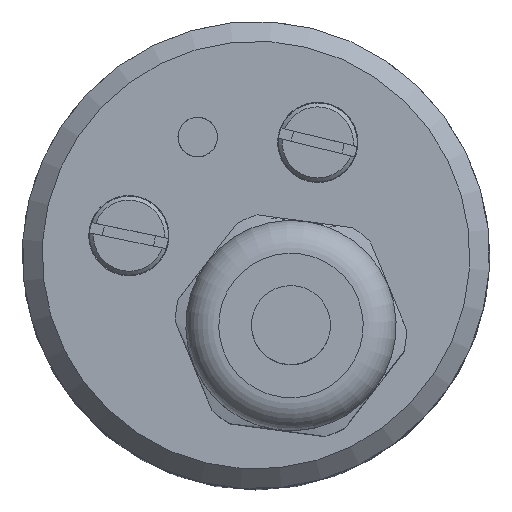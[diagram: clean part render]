
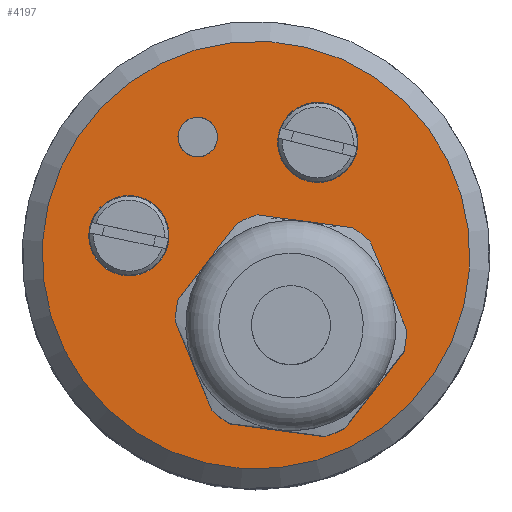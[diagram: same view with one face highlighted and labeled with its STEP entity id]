
A CAD part, top view. The second image highlights one B-rep face of the part: STEP entity #4197.
In plain terms, the highlighted planar face has unit normal (0, 0, 1).
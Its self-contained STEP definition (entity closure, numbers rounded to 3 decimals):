
#76=LINE('',#5709,#303);
#77=LINE('',#5714,#304);
#78=LINE('',#5718,#305);
#79=LINE('',#5722,#306);
#80=LINE('',#5726,#307);
#81=LINE('',#5730,#308);
#303=VECTOR('',#4854,1000.);
#304=VECTOR('',#4857,1000.);
#305=VECTOR('',#4860,1000.);
#306=VECTOR('',#4863,1000.);
#307=VECTOR('',#4866,1000.);
#308=VECTOR('',#4869,1000.);
#527=PLANE('',#4434);
#807=ORIENTED_EDGE('',*,*,#1547,.F.);
#808=ORIENTED_EDGE('',*,*,#1546,.T.);
#809=ORIENTED_EDGE('',*,*,#1548,.F.);
#810=ORIENTED_EDGE('',*,*,#1549,.F.);
#811=ORIENTED_EDGE('',*,*,#1550,.F.);
#812=ORIENTED_EDGE('',*,*,#1551,.T.);
#813=ORIENTED_EDGE('',*,*,#1552,.F.);
#814=ORIENTED_EDGE('',*,*,#1553,.T.);
#815=ORIENTED_EDGE('',*,*,#1554,.F.);
#816=ORIENTED_EDGE('',*,*,#1555,.T.);
#817=ORIENTED_EDGE('',*,*,#1556,.F.);
#818=ORIENTED_EDGE('',*,*,#1557,.T.);
#819=ORIENTED_EDGE('',*,*,#1558,.F.);
#820=ORIENTED_EDGE('',*,*,#1559,.T.);
#821=ORIENTED_EDGE('',*,*,#1560,.F.);
#822=ORIENTED_EDGE('',*,*,#1561,.T.);
#1546=EDGE_CURVE('',#1928,#1928,#2204,.T.);
#1547=EDGE_CURVE('',#1929,#1929,#2205,.T.);
#1548=EDGE_CURVE('',#1930,#1930,#2206,.T.);
#1549=EDGE_CURVE('',#1931,#1931,#2207,.T.);
#1550=EDGE_CURVE('',#1932,#1933,#76,.T.);
#1551=EDGE_CURVE('',#1932,#1934,#2208,.T.);
#1552=EDGE_CURVE('',#1935,#1934,#77,.T.);
#1553=EDGE_CURVE('',#1935,#1936,#2209,.T.);
#1554=EDGE_CURVE('',#1937,#1936,#78,.T.);
#1555=EDGE_CURVE('',#1937,#1938,#2210,.T.);
#1556=EDGE_CURVE('',#1939,#1938,#79,.T.);
#1557=EDGE_CURVE('',#1939,#1940,#2211,.T.);
#1558=EDGE_CURVE('',#1941,#1940,#80,.T.);
#1559=EDGE_CURVE('',#1941,#1942,#2212,.T.);
#1560=EDGE_CURVE('',#1943,#1942,#81,.T.);
#1561=EDGE_CURVE('',#1943,#1933,#2213,.T.);
#1928=VERTEX_POINT('',#5701);
#1929=VERTEX_POINT('',#5704);
#1930=VERTEX_POINT('',#5706);
#1931=VERTEX_POINT('',#5708);
#1932=VERTEX_POINT('',#5710);
#1933=VERTEX_POINT('',#5711);
#1934=VERTEX_POINT('',#5713);
#1935=VERTEX_POINT('',#5715);
#1936=VERTEX_POINT('',#5717);
#1937=VERTEX_POINT('',#5719);
#1938=VERTEX_POINT('',#5721);
#1939=VERTEX_POINT('',#5723);
#1940=VERTEX_POINT('',#5725);
#1941=VERTEX_POINT('',#5727);
#1942=VERTEX_POINT('',#5729);
#1943=VERTEX_POINT('',#5731);
#2204=CIRCLE('',#4433,1.5);
#2205=CIRCLE('',#4435,3.05);
#2206=CIRCLE('',#4436,16.25);
#2207=CIRCLE('',#4437,3.05);
#2208=CIRCLE('',#4438,8.8);
#2209=CIRCLE('',#4439,8.8);
#2210=CIRCLE('',#4440,8.8);
#2211=CIRCLE('',#4441,8.8);
#2212=CIRCLE('',#4442,8.8);
#2213=CIRCLE('',#4443,8.8);
#2349=EDGE_LOOP('',(#807));
#2350=EDGE_LOOP('',(#808));
#2351=EDGE_LOOP('',(#809));
#2352=EDGE_LOOP('',(#810));
#2353=EDGE_LOOP('',(#811,#812,#813,#814,#815,#816,#817,#818,#819,#820,#821,
#822));
#2605=FACE_BOUND('',#2349,.T.);
#2606=FACE_BOUND('',#2350,.T.);
#2607=FACE_BOUND('',#2351,.T.);
#2608=FACE_BOUND('',#2352,.T.);
#2609=FACE_BOUND('',#2353,.T.);
#4197=ADVANCED_FACE('',(#2605,#2606,#2607,#2608,#2609),#527,.F.);
#4433=AXIS2_PLACEMENT_3D('',#5700,#4844,#4845);
#4434=AXIS2_PLACEMENT_3D('',#5702,#4846,#4847);
#4435=AXIS2_PLACEMENT_3D('',#5703,#4848,#4849);
#4436=AXIS2_PLACEMENT_3D('',#5705,#4850,#4851);
#4437=AXIS2_PLACEMENT_3D('',#5707,#4852,#4853);
#4438=AXIS2_PLACEMENT_3D('',#5712,#4855,#4856);
#4439=AXIS2_PLACEMENT_3D('',#5716,#4858,#4859);
#4440=AXIS2_PLACEMENT_3D('',#5720,#4861,#4862);
#4441=AXIS2_PLACEMENT_3D('',#5724,#4864,#4865);
#4442=AXIS2_PLACEMENT_3D('',#5728,#4867,#4868);
#4443=AXIS2_PLACEMENT_3D('',#5732,#4870,#4871);
#4844=DIRECTION('',(0.,0.,-1.));
#4845=DIRECTION('',(0.897,0.443,0.));
#4846=DIRECTION('',(0.,0.,-1.));
#4847=DIRECTION('',(-0.897,-0.443,0.));
#4848=DIRECTION('',(0.,0.,1.));
#4849=DIRECTION('',(0.897,0.443,0.));
#4850=DIRECTION('',(0.,0.,-1.));
#4851=DIRECTION('',(-0.897,-0.443,0.));
#4852=DIRECTION('',(0.,0.,1.));
#4853=DIRECTION('',(0.897,0.443,0.));
#4854=DIRECTION('',(0.991,-0.133,0.));
#4855=DIRECTION('',(0.,0.,-1.));
#4856=DIRECTION('',(0.133,0.991,0.));
#4857=DIRECTION('',(0.381,-0.925,0.));
#4858=DIRECTION('',(0.,0.,-1.));
#4859=DIRECTION('',(0.133,0.991,0.));
#4860=DIRECTION('',(-0.611,-0.792,0.));
#4861=DIRECTION('',(0.,0.,-1.));
#4862=DIRECTION('',(0.133,0.991,0.));
#4863=DIRECTION('',(-0.991,0.133,0.));
#4864=DIRECTION('',(0.,0.,-1.));
#4865=DIRECTION('',(0.133,0.991,0.));
#4866=DIRECTION('',(-0.381,0.925,0.));
#4867=DIRECTION('',(0.,0.,-1.));
#4868=DIRECTION('',(0.133,0.991,0.));
#4869=DIRECTION('',(0.611,0.792,0.));
#4870=DIRECTION('',(0.,0.,-1.));
#4871=DIRECTION('',(0.133,0.991,0.));
#5700=CARTESIAN_POINT('',(-4.428,8.966,46.));
#5701=CARTESIAN_POINT('',(-3.083,9.631,46.));
#5702=CARTESIAN_POINT('',(-14.57,-7.195,46.));
#5703=CARTESIAN_POINT('',(4.694,8.563,46.));
#5704=CARTESIAN_POINT('',(7.428,9.914,46.));
#5705=CARTESIAN_POINT('',(0.,0.,46.));
#5706=CARTESIAN_POINT('',(-14.57,-7.195,46.));
#5707=CARTESIAN_POINT('',(-9.653,1.479,46.));
#5708=CARTESIAN_POINT('',(-6.918,2.829,46.));
#5709=CARTESIAN_POINT('',(-2.984,-12.695,46.));
#5710=CARTESIAN_POINT('',(-2.04,-12.822,46.));
#5711=CARTESIAN_POINT('',(5.227,-13.796,46.));
#5712=CARTESIAN_POINT('',(2.657,-5.38,46.));
#5713=CARTESIAN_POINT('',(-3.347,-11.814,46.));
#5714=CARTESIAN_POINT('',(-6.499,-4.153,46.));
#5715=CARTESIAN_POINT('',(-6.137,-5.034,46.));
#5716=CARTESIAN_POINT('',(2.657,-5.38,46.));
#5717=CARTESIAN_POINT('',(-5.917,-3.398,46.));
#5718=CARTESIAN_POINT('',(-0.858,3.163,46.));
#5719=CARTESIAN_POINT('',(-1.44,2.408,46.));
#5720=CARTESIAN_POINT('',(2.657,-5.38,46.));
#5721=CARTESIAN_POINT('',(0.086,3.036,46.));
#5722=CARTESIAN_POINT('',(6.113,2.228,46.));
#5723=CARTESIAN_POINT('',(7.353,2.062,46.));
#5724=CARTESIAN_POINT('',(2.657,-5.38,46.));
#5725=CARTESIAN_POINT('',(8.66,1.055,46.));
#5726=CARTESIAN_POINT('',(11.812,-6.607,46.));
#5727=CARTESIAN_POINT('',(11.45,-5.726,46.));
#5728=CARTESIAN_POINT('',(2.657,-5.38,46.));
#5729=CARTESIAN_POINT('',(11.231,-7.362,46.));
#5730=CARTESIAN_POINT('',(6.172,-13.923,46.));
#5731=CARTESIAN_POINT('',(6.753,-13.168,46.));
#5732=CARTESIAN_POINT('',(2.657,-5.38,46.));
